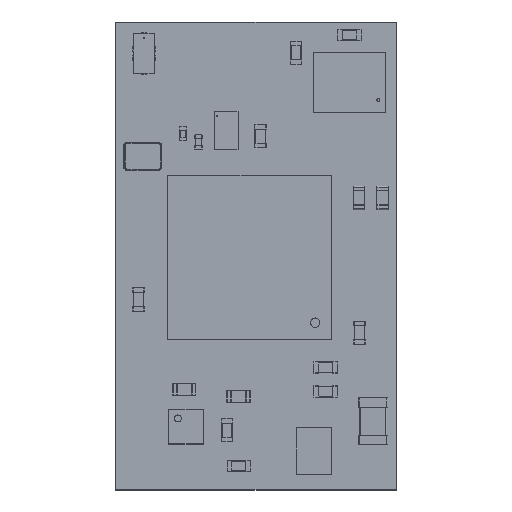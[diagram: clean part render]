
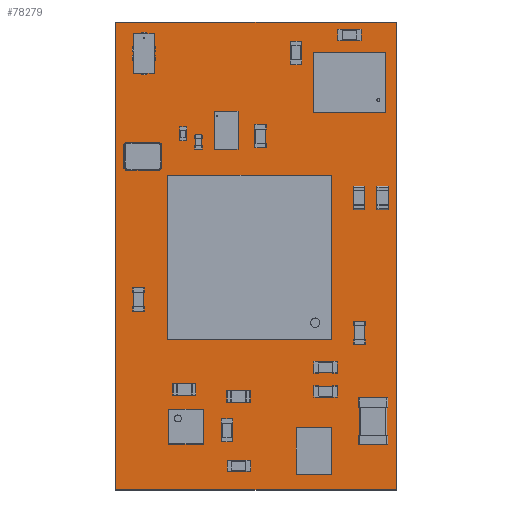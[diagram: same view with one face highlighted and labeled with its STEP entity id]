
A CAD part, top view. The second image highlights one B-rep face of the part: STEP entity #78279.
In plain terms, the highlighted planar face has unit normal (0, 0, 1).
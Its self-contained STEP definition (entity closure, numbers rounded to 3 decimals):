
#77965 = VERTEX_POINT('',#77966);
#77966 = CARTESIAN_POINT('',(69.,-19.,0.8));
#77973 = PLANE('',#77974);
#77974 = AXIS2_PLACEMENT_3D('',#77975,#77976,#77977);
#77975 = CARTESIAN_POINT('',(69.,-19.,0.));
#77976 = DIRECTION('',(0.,1.,0.));
#77977 = DIRECTION('',(1.,0.,0.));
#77985 = PLANE('',#77986);
#77986 = AXIS2_PLACEMENT_3D('',#77987,#77988,#77989);
#77987 = CARTESIAN_POINT('',(69.,-39.,0.));
#77988 = DIRECTION('',(-1.,0.,0.));
#77989 = DIRECTION('',(0.,1.,0.));
#77997 = EDGE_CURVE('',#77965,#77998,#78000,.T.);
#77998 = VERTEX_POINT('',#77999);
#77999 = CARTESIAN_POINT('',(81.,-19.,0.8));
#78000 = SURFACE_CURVE('',#78001,(#78005,#78012),.PCURVE_S1.);
#78001 = LINE('',#78002,#78003);
#78002 = CARTESIAN_POINT('',(69.,-19.,0.8));
#78003 = VECTOR('',#78004,1.);
#78004 = DIRECTION('',(1.,0.,0.));
#78005 = PCURVE('',#77973,#78006);
#78006 = DEFINITIONAL_REPRESENTATION('',(#78007),#78011);
#78007 = LINE('',#78008,#78009);
#78008 = CARTESIAN_POINT('',(0.,-0.8));
#78009 = VECTOR('',#78010,1.);
#78010 = DIRECTION('',(1.,0.));
#78011 = ( GEOMETRIC_REPRESENTATION_CONTEXT(2) 
PARAMETRIC_REPRESENTATION_CONTEXT() REPRESENTATION_CONTEXT('2D SPACE',''
  ) );
#78012 = PCURVE('',#78013,#78018);
#78013 = PLANE('',#78014);
#78014 = AXIS2_PLACEMENT_3D('',#78015,#78016,#78017);
#78015 = CARTESIAN_POINT('',(75.,-29.,0.8));
#78016 = DIRECTION('',(-0.,-0.,-1.));
#78017 = DIRECTION('',(-1.,0.,0.));
#78018 = DEFINITIONAL_REPRESENTATION('',(#78019),#78023);
#78019 = LINE('',#78020,#78021);
#78020 = CARTESIAN_POINT('',(6.,10.));
#78021 = VECTOR('',#78022,1.);
#78022 = DIRECTION('',(-1.,0.));
#78023 = ( GEOMETRIC_REPRESENTATION_CONTEXT(2) 
PARAMETRIC_REPRESENTATION_CONTEXT() REPRESENTATION_CONTEXT('2D SPACE',''
  ) );
#78041 = PLANE('',#78042);
#78042 = AXIS2_PLACEMENT_3D('',#78043,#78044,#78045);
#78043 = CARTESIAN_POINT('',(81.,-19.,0.));
#78044 = DIRECTION('',(1.,0.,-0.));
#78045 = DIRECTION('',(0.,-1.,0.));
#78083 = EDGE_CURVE('',#77998,#78084,#78086,.T.);
#78084 = VERTEX_POINT('',#78085);
#78085 = CARTESIAN_POINT('',(81.,-39.,0.8));
#78086 = SURFACE_CURVE('',#78087,(#78091,#78098),.PCURVE_S1.);
#78087 = LINE('',#78088,#78089);
#78088 = CARTESIAN_POINT('',(81.,-19.,0.8));
#78089 = VECTOR('',#78090,1.);
#78090 = DIRECTION('',(0.,-1.,0.));
#78091 = PCURVE('',#78041,#78092);
#78092 = DEFINITIONAL_REPRESENTATION('',(#78093),#78097);
#78093 = LINE('',#78094,#78095);
#78094 = CARTESIAN_POINT('',(0.,-0.8));
#78095 = VECTOR('',#78096,1.);
#78096 = DIRECTION('',(1.,0.));
#78097 = ( GEOMETRIC_REPRESENTATION_CONTEXT(2) 
PARAMETRIC_REPRESENTATION_CONTEXT() REPRESENTATION_CONTEXT('2D SPACE',''
  ) );
#78098 = PCURVE('',#78013,#78099);
#78099 = DEFINITIONAL_REPRESENTATION('',(#78100),#78104);
#78100 = LINE('',#78101,#78102);
#78101 = CARTESIAN_POINT('',(-6.,10.));
#78102 = VECTOR('',#78103,1.);
#78103 = DIRECTION('',(0.,-1.));
#78104 = ( GEOMETRIC_REPRESENTATION_CONTEXT(2) 
PARAMETRIC_REPRESENTATION_CONTEXT() REPRESENTATION_CONTEXT('2D SPACE',''
  ) );
#78122 = PLANE('',#78123);
#78123 = AXIS2_PLACEMENT_3D('',#78124,#78125,#78126);
#78124 = CARTESIAN_POINT('',(81.,-39.,0.));
#78125 = DIRECTION('',(0.,-1.,0.));
#78126 = DIRECTION('',(-1.,0.,0.));
#78159 = EDGE_CURVE('',#78084,#78160,#78162,.T.);
#78160 = VERTEX_POINT('',#78161);
#78161 = CARTESIAN_POINT('',(69.,-39.,0.8));
#78162 = SURFACE_CURVE('',#78163,(#78167,#78174),.PCURVE_S1.);
#78163 = LINE('',#78164,#78165);
#78164 = CARTESIAN_POINT('',(81.,-39.,0.8));
#78165 = VECTOR('',#78166,1.);
#78166 = DIRECTION('',(-1.,0.,0.));
#78167 = PCURVE('',#78122,#78168);
#78168 = DEFINITIONAL_REPRESENTATION('',(#78169),#78173);
#78169 = LINE('',#78170,#78171);
#78170 = CARTESIAN_POINT('',(0.,-0.8));
#78171 = VECTOR('',#78172,1.);
#78172 = DIRECTION('',(1.,0.));
#78173 = ( GEOMETRIC_REPRESENTATION_CONTEXT(2) 
PARAMETRIC_REPRESENTATION_CONTEXT() REPRESENTATION_CONTEXT('2D SPACE',''
  ) );
#78174 = PCURVE('',#78013,#78175);
#78175 = DEFINITIONAL_REPRESENTATION('',(#78176),#78180);
#78176 = LINE('',#78177,#78178);
#78177 = CARTESIAN_POINT('',(-6.,-10.));
#78178 = VECTOR('',#78179,1.);
#78179 = DIRECTION('',(1.,0.));
#78180 = ( GEOMETRIC_REPRESENTATION_CONTEXT(2) 
PARAMETRIC_REPRESENTATION_CONTEXT() REPRESENTATION_CONTEXT('2D SPACE',''
  ) );
#78230 = EDGE_CURVE('',#78160,#77965,#78231,.T.);
#78231 = SURFACE_CURVE('',#78232,(#78236,#78243),.PCURVE_S1.);
#78232 = LINE('',#78233,#78234);
#78233 = CARTESIAN_POINT('',(69.,-39.,0.8));
#78234 = VECTOR('',#78235,1.);
#78235 = DIRECTION('',(0.,1.,0.));
#78236 = PCURVE('',#77985,#78237);
#78237 = DEFINITIONAL_REPRESENTATION('',(#78238),#78242);
#78238 = LINE('',#78239,#78240);
#78239 = CARTESIAN_POINT('',(0.,-0.8));
#78240 = VECTOR('',#78241,1.);
#78241 = DIRECTION('',(1.,0.));
#78242 = ( GEOMETRIC_REPRESENTATION_CONTEXT(2) 
PARAMETRIC_REPRESENTATION_CONTEXT() REPRESENTATION_CONTEXT('2D SPACE',''
  ) );
#78243 = PCURVE('',#78013,#78244);
#78244 = DEFINITIONAL_REPRESENTATION('',(#78245),#78249);
#78245 = LINE('',#78246,#78247);
#78246 = CARTESIAN_POINT('',(6.,-10.));
#78247 = VECTOR('',#78248,1.);
#78248 = DIRECTION('',(0.,1.));
#78249 = ( GEOMETRIC_REPRESENTATION_CONTEXT(2) 
PARAMETRIC_REPRESENTATION_CONTEXT() REPRESENTATION_CONTEXT('2D SPACE',''
  ) );
#78279 = ADVANCED_FACE('',(#78280),#78013,.F.);
#78280 = FACE_BOUND('',#78281,.F.);
#78281 = EDGE_LOOP('',(#78282,#78283,#78284,#78285));
#78282 = ORIENTED_EDGE('',*,*,#77997,.T.);
#78283 = ORIENTED_EDGE('',*,*,#78083,.T.);
#78284 = ORIENTED_EDGE('',*,*,#78159,.T.);
#78285 = ORIENTED_EDGE('',*,*,#78230,.T.);
